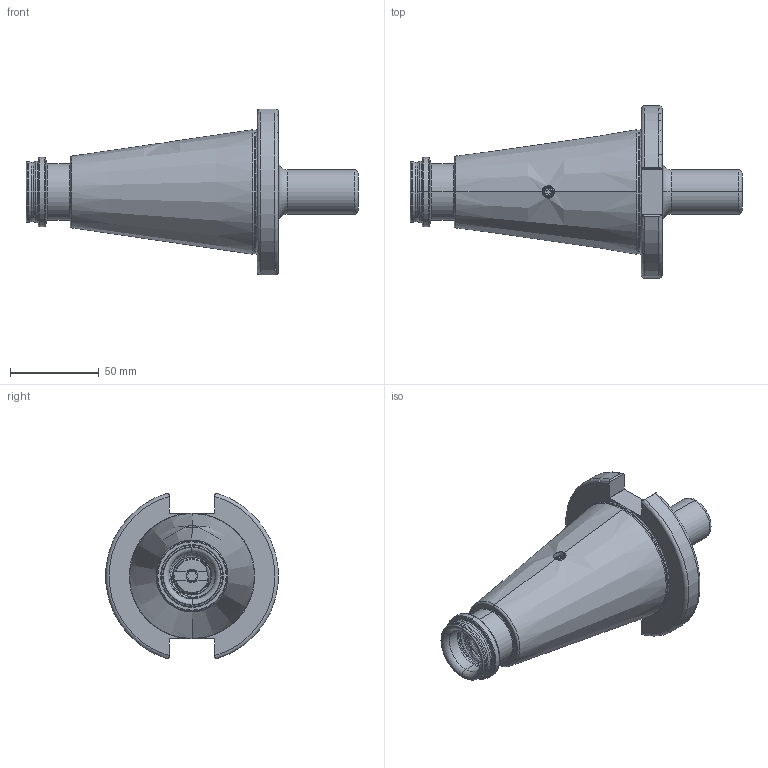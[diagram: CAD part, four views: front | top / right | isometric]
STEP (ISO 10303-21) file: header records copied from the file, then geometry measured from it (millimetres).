
FILE_DESCRIPTION (( 'STEP AP203' ), '1' );
FILE_NAME ('501.08.01.STEP', '2016-11-26T05:02:42', ( '' ), ( '' ), 'SwSTEP 2.0', 'SolidWorks 2012', '' );
FILE_SCHEMA (( 'CONFIG_CONTROL_DESIGN' ));
Length unit declared in the file: millimetre
Products named in the file (5): 501.08.01; 2-02.000.0060100C2_M6xP01-10L; 102.08.017_M6xP1-55L; 2-41371005AF_M24xP3_12L
Assembly tree (4 placements, depth 2):
  501.08.01
    501.08.01
    2-41371005AF_M24xP3_12L
    102.08.017_M6xP1-55L
    2-02.000.0060100C2_M6xP01-10L
Bounding box: 186.8 x 96.94 x 93.38 mm (x, y, z)
Volume: 345861.5 mm3; surface area: 57595.1 mm2
Topology: 4 solids, 4 shells, 353 faces, 942 edges, 603 vertices
Faces by surface type: cylinder 176, plane 63, torus 42, cone 41, bspline 31
Entity records: 34436 total; most frequent: CARTESIAN_POINT 26286, ORIENTED_EDGE 1880, DIRECTION 1339, EDGE_CURVE 940, VERTEX_POINT 603, AXIS2_PLACEMENT_3D 526, EDGE_LOOP 369, FACE_OUTER_BOUND 353
